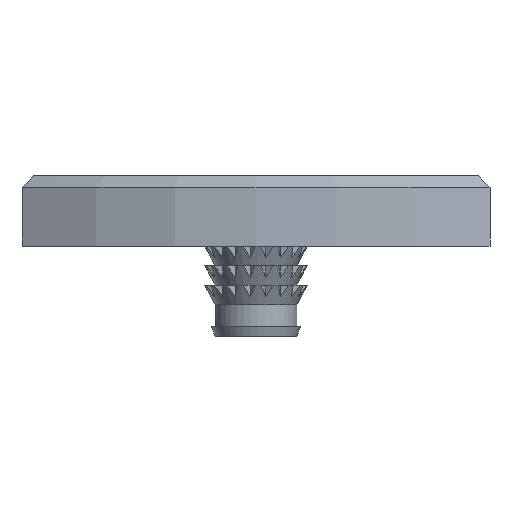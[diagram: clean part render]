
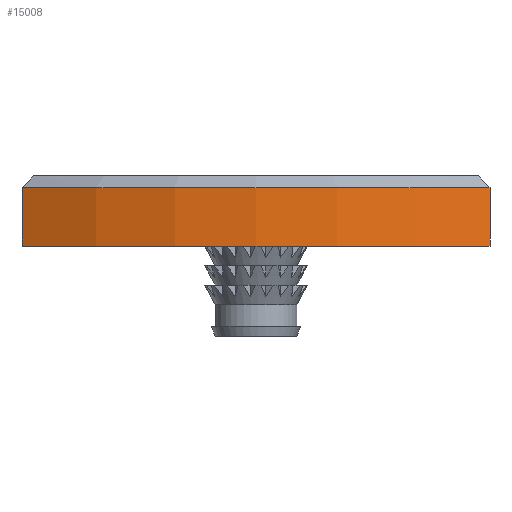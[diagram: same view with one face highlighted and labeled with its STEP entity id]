
A CAD part, left-side view. The second image highlights one B-rep face of the part: STEP entity #15008.
In plain terms, the highlighted cylindrical face has radius 40 mm (diameter 80 mm), a partial arc.
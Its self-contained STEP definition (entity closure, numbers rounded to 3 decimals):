
#1351 = EDGE_CURVE ( 'NONE', #12134, #19167, #15496, .T. ) ;
#1677 = DIRECTION ( 'NONE',  ( 0., 0., -1. ) ) ;
#4204 = DIRECTION ( 'NONE',  ( 0., 0., -1. ) ) ;
#4317 = VERTEX_POINT ( 'NONE', #22164 ) ;
#4828 = VECTOR ( 'NONE', #1677, 1000. ) ;
#5070 = ORIENTED_EDGE ( 'NONE', *, *, #30636, .F. ) ;
#5385 = CARTESIAN_POINT ( 'NONE',  ( 0., 0., 0. ) ) ;
#5481 = CIRCLE ( 'NONE', #9827, 40. ) ;
#8830 = EDGE_LOOP ( 'NONE', ( #5070, #14953, #11174, #14356 ) ) ;
#9827 = AXIS2_PLACEMENT_3D ( 'NONE', #5385, #23181, #37938 ) ;
#10603 = DIRECTION ( 'NONE',  ( 0., 0., -1. ) ) ;
#11174 = ORIENTED_EDGE ( 'NONE', *, *, #22257, .F. ) ;
#12134 = VERTEX_POINT ( 'NONE', #34996 ) ;
#12438 = LINE ( 'NONE', #14518, #14304 ) ;
#14304 = VECTOR ( 'NONE', #21094, 1000. ) ;
#14356 = ORIENTED_EDGE ( 'NONE', *, *, #23946, .T. ) ;
#14518 = CARTESIAN_POINT ( 'NONE',  ( -34.641, 20., 20. ) ) ;
#14953 = ORIENTED_EDGE ( 'NONE', *, *, #1351, .T. ) ;
#15008 = ADVANCED_FACE ( 'NONE', ( #24157 ), #15582, .T. ) ;
#15496 = CIRCLE ( 'NONE', #17969, 40. ) ;
#15582 = CYLINDRICAL_SURFACE ( 'NONE', #32862, 40. ) ;
#17061 = VERTEX_POINT ( 'NONE', #32756 ) ;
#17969 = AXIS2_PLACEMENT_3D ( 'NONE', #30712, #4204, #24897 ) ;
#19167 = VERTEX_POINT ( 'NONE', #23047 ) ;
#19430 = DIRECTION ( 'NONE',  ( -1., 0., 0. ) ) ;
#19572 = CARTESIAN_POINT ( 'NONE',  ( -34.641, -20., 20. ) ) ;
#21094 = DIRECTION ( 'NONE',  ( 0., 0., 1. ) ) ;
#22164 = CARTESIAN_POINT ( 'NONE',  ( -34.641, 20., 0. ) ) ;
#22257 = EDGE_CURVE ( 'NONE', #4317, #19167, #12438, .T. ) ;
#23047 = CARTESIAN_POINT ( 'NONE',  ( -34.641, 20., 5. ) ) ;
#23181 = DIRECTION ( 'NONE',  ( 0., 0., 1. ) ) ;
#23946 = EDGE_CURVE ( 'NONE', #4317, #17061, #5481, .T. ) ;
#24157 = FACE_OUTER_BOUND ( 'NONE', #8830, .T. ) ;
#24897 = DIRECTION ( 'NONE',  ( 1., 0., 0. ) ) ;
#28242 = CARTESIAN_POINT ( 'NONE',  ( 0., 0., 20. ) ) ;
#30636 = EDGE_CURVE ( 'NONE', #12134, #17061, #37288, .T. ) ;
#30712 = CARTESIAN_POINT ( 'NONE',  ( 0., 0., 5. ) ) ;
#32756 = CARTESIAN_POINT ( 'NONE',  ( -34.641, -20., 0. ) ) ;
#32862 = AXIS2_PLACEMENT_3D ( 'NONE', #28242, #10603, #19430 ) ;
#34996 = CARTESIAN_POINT ( 'NONE',  ( -34.641, -20., 5. ) ) ;
#37288 = LINE ( 'NONE', #19572, #4828 ) ;
#37938 = DIRECTION ( 'NONE',  ( -1., 0., 0. ) ) ;
